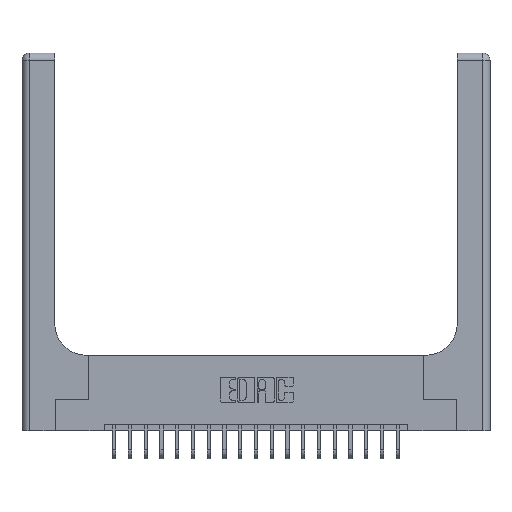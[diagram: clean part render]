
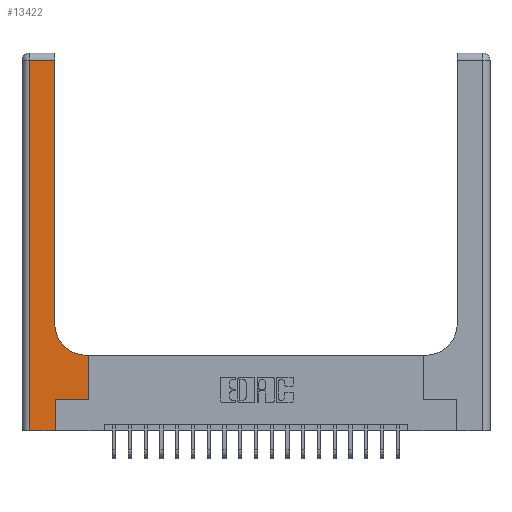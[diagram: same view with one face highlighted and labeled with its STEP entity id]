
A CAD part, top view. The second image highlights one B-rep face of the part: STEP entity #13422.
In plain terms, the highlighted planar face has unit normal (0, 0, 1).
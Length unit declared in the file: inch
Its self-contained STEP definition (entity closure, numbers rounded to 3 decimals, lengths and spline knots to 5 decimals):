
#111 = ORIENTED_EDGE ( 'NONE', *, *, #3153, .T. ) ;
#253 = ORIENTED_EDGE ( 'NONE', *, *, #17035, .T. ) ;
#919 = VERTEX_POINT ( 'NONE', #11382 ) ;
#1690 = LINE ( 'NONE', #12094, #19077 ) ;
#1884 = VECTOR ( 'NONE', #3158, 39.37008 ) ;
#2521 = FACE_OUTER_BOUND ( 'NONE', #3201, .T. ) ;
#2800 = CARTESIAN_POINT ( 'NONE',  ( 0.06, 3., 0.37 ) ) ;
#3088 = DIRECTION ( 'NONE',  ( 0., 1., 0. ) ) ;
#3153 = EDGE_CURVE ( 'NONE', #7948, #20891, #8194, .T. ) ;
#3158 = DIRECTION ( 'NONE',  ( 0., 1., 0. ) ) ;
#3201 = EDGE_LOOP ( 'NONE', ( #3973, #17421, #6476, #253, #20977, #3681, #17602, #111, #19549 ) ) ;
#3213 = DIRECTION ( 'NONE',  ( 1., 0., 0. ) ) ;
#3681 = ORIENTED_EDGE ( 'NONE', *, *, #3856, .T. ) ;
#3704 = EDGE_CURVE ( 'NONE', #19999, #13418, #5947, .T. ) ;
#3807 = CARTESIAN_POINT ( 'NONE',  ( 0., 0., 0.37 ) ) ;
#3856 = EDGE_CURVE ( 'NONE', #919, #10621, #1690, .T. ) ;
#3867 = PLANE ( 'NONE',  #5172 ) ;
#3973 = ORIENTED_EDGE ( 'NONE', *, *, #5023, .T. ) ;
#4172 = CARTESIAN_POINT ( 'NONE',  ( 0.26, 0.85, 0.37 ) ) ;
#4771 = DIRECTION ( 'NONE',  ( 0., 0., -1. ) ) ;
#4833 = LINE ( 'NONE', #16796, #18964 ) ;
#5023 = EDGE_CURVE ( 'NONE', #5808, #19999, #8422, .T. ) ;
#5172 = AXIS2_PLACEMENT_3D ( 'NONE', #15990, #5752, #8968 ) ;
#5471 = DIRECTION ( 'NONE',  ( 1., 0., 0. ) ) ;
#5752 = DIRECTION ( 'NONE',  ( 0., 0., -1. ) ) ;
#5808 = VERTEX_POINT ( 'NONE', #4172 ) ;
#5916 = DIRECTION ( 'NONE',  ( -1., 0., 0. ) ) ;
#5947 = LINE ( 'NONE', #16306, #20361 ) ;
#6363 = CARTESIAN_POINT ( 'NONE',  ( 0.51, 0.85, 0.37 ) ) ;
#6476 = ORIENTED_EDGE ( 'NONE', *, *, #17830, .T. ) ;
#6701 = CARTESIAN_POINT ( 'NONE',  ( 0.51, 0.6, 0.37 ) ) ;
#7451 = CARTESIAN_POINT ( 'NONE',  ( 0.528, 0.6, 0.37 ) ) ;
#7814 = CARTESIAN_POINT ( 'NONE',  ( 0.26, 2.94, 0.37 ) ) ;
#7928 = VECTOR ( 'NONE', #13326, 39.37008 ) ;
#7948 = VERTEX_POINT ( 'NONE', #7451 ) ;
#8194 = LINE ( 'NONE', #13485, #9274 ) ;
#8422 = LINE ( 'NONE', #13681, #1884 ) ;
#8968 = DIRECTION ( 'NONE',  ( -1., 0., 0. ) ) ;
#9172 = CARTESIAN_POINT ( 'NONE',  ( 0.06, 0., 0.37 ) ) ;
#9233 = EDGE_CURVE ( 'NONE', #10621, #7948, #13666, .T. ) ;
#9274 = VECTOR ( 'NONE', #13563, 39.37008 ) ;
#9443 = DIRECTION ( 'NONE',  ( 0., 1., 0. ) ) ;
#9758 = AXIS2_PLACEMENT_3D ( 'NONE', #6363, #4771, #16823 ) ;
#10621 = VERTEX_POINT ( 'NONE', #12831 ) ;
#11382 = CARTESIAN_POINT ( 'NONE',  ( 0.265, 0.25, 0.37 ) ) ;
#12094 = CARTESIAN_POINT ( 'NONE',  ( 0.265, 0.25, 0.37 ) ) ;
#12831 = CARTESIAN_POINT ( 'NONE',  ( 0.528, 0.25, 0.37 ) ) ;
#12988 = CIRCLE ( 'NONE', #9758, 0.25 ) ;
#13326 = DIRECTION ( 'NONE',  ( 0., -1., 0. ) ) ;
#13418 = VERTEX_POINT ( 'NONE', #14403 ) ;
#13422 = ADVANCED_FACE ( 'NONE', ( #2521 ), #3867, .F. ) ;
#13485 = CARTESIAN_POINT ( 'NONE',  ( 0.26, 0.6, 0.37 ) ) ;
#13563 = DIRECTION ( 'NONE',  ( -1., 0., 0. ) ) ;
#13666 = LINE ( 'NONE', #14581, #21812 ) ;
#13681 = CARTESIAN_POINT ( 'NONE',  ( 0.26, 3., 0.37 ) ) ;
#14403 = CARTESIAN_POINT ( 'NONE',  ( 0.06, 2.94, 0.37 ) ) ;
#14581 = CARTESIAN_POINT ( 'NONE',  ( 0.528, 0.25, 0.37 ) ) ;
#14823 = CARTESIAN_POINT ( 'NONE',  ( 0.265, 0., 0.37 ) ) ;
#15990 = CARTESIAN_POINT ( 'NONE',  ( 0., 3., 0.37 ) ) ;
#16306 = CARTESIAN_POINT ( 'NONE',  ( 0., 2.94, 0.37 ) ) ;
#16496 = LINE ( 'NONE', #3807, #22244 ) ;
#16796 = CARTESIAN_POINT ( 'NONE',  ( 0.265, 0., 0.37 ) ) ;
#16823 = DIRECTION ( 'NONE',  ( 1., 0., 0. ) ) ;
#17035 = EDGE_CURVE ( 'NONE', #21485, #20681, #16496, .T. ) ;
#17408 = LINE ( 'NONE', #2800, #7928 ) ;
#17421 = ORIENTED_EDGE ( 'NONE', *, *, #3704, .T. ) ;
#17602 = ORIENTED_EDGE ( 'NONE', *, *, #9233, .T. ) ;
#17830 = EDGE_CURVE ( 'NONE', #13418, #21485, #17408, .T. ) ;
#18964 = VECTOR ( 'NONE', #3088, 39.37008 ) ;
#19077 = VECTOR ( 'NONE', #3213, 39.37008 ) ;
#19549 = ORIENTED_EDGE ( 'NONE', *, *, #20119, .T. ) ;
#19999 = VERTEX_POINT ( 'NONE', #7814 ) ;
#20119 = EDGE_CURVE ( 'NONE', #20891, #5808, #12988, .T. ) ;
#20361 = VECTOR ( 'NONE', #5916, 39.37008 ) ;
#20681 = VERTEX_POINT ( 'NONE', #14823 ) ;
#20768 = EDGE_CURVE ( 'NONE', #20681, #919, #4833, .T. ) ;
#20891 = VERTEX_POINT ( 'NONE', #6701 ) ;
#20977 = ORIENTED_EDGE ( 'NONE', *, *, #20768, .T. ) ;
#21485 = VERTEX_POINT ( 'NONE', #9172 ) ;
#21812 = VECTOR ( 'NONE', #9443, 39.37008 ) ;
#22244 = VECTOR ( 'NONE', #5471, 39.37008 ) ;
